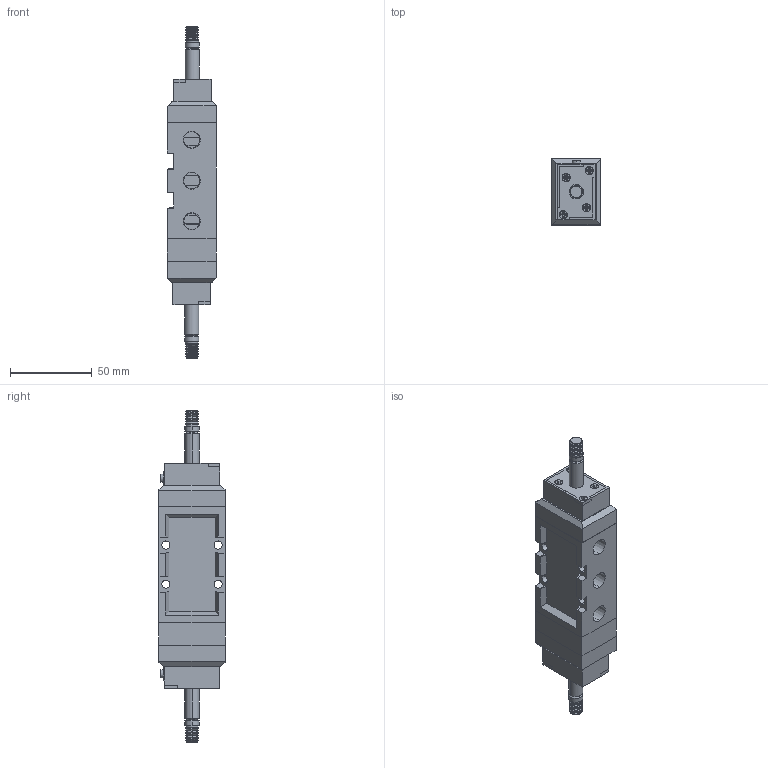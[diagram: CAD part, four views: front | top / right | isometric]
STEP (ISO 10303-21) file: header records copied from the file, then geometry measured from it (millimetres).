
FILE_DESCRIPTION (( 'STEP AP203' ), '1' );
FILE_NAME ('SN4303-IP.STEP', '2016-01-05T08:21:56', ( 'yrd8' ), ( '' ), 'SwSTEP 2.0', 'SolidWorks 2008', '' );
FILE_SCHEMA (( 'CONFIG_CONTROL_DESIGN' ));
Length unit declared in the file: millimetre
Products named in the file (5): SN4303-IP; SN4000 Body; SN4000 seme  pilot_晦獄 撲薑; SF4000 Pilot_ル遽; SN4000 Block Guide_ル遽
Assembly tree (6 placements, depth 2):
  SN4303-IP
    SN4000 seme  pilot_晦獄 撲薑  x2
    SF4000 Pilot_ル遽  x2
    SN4000 Body
    SN4000 Block Guide_ル遽
Bounding box: 30.35 x 40.5 x 203.6 mm (x, y, z)
Volume: 140339.6 mm3; surface area: 39376.3 mm2
Topology: 6 solids, 6 shells, 478 faces, 1145 edges, 730 vertices
Faces by surface type: plane 284, cylinder 104, cone 90
Entity records: 9033 total; most frequent: CARTESIAN_POINT 1512, DIRECTION 1472, ORIENTED_EDGE 1404, EDGE_CURVE 702, LINE 492, VECTOR 492, AXIS2_PLACEMENT_3D 490, VERTEX_POINT 450
